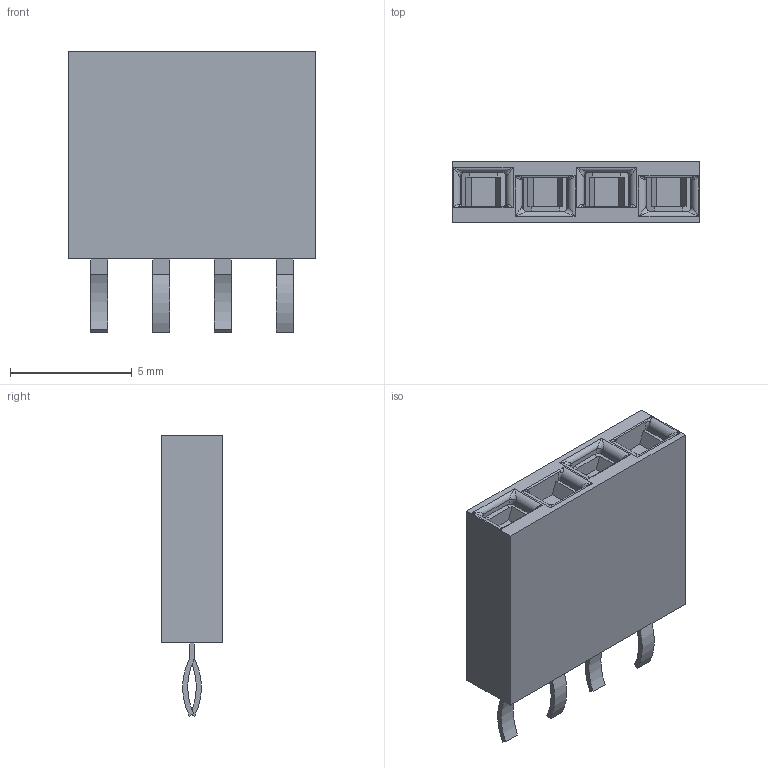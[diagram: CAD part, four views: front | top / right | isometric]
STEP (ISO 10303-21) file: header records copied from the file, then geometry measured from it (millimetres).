
FILE_DESCRIPTION((''),'2;1');
FILE_NAME('C-215299-4','2016-01-30T',('workeradm'),('Tyco Electronics Ltd.'),'CREO PARAMETRIC BY PTC INC, 2015200','CREO PARAMETRIC BY PTC INC, 2015200','');
FILE_SCHEMA(('AUTOMOTIVE_DESIGN { 1 0 10303 214 1 1 1 1 }'));
Length unit declared in the file: millimetre
Products named in the file (1): C-215299-4
Bounding box: 10.16 x 2.52 x 11.5 mm (x, y, z)
Volume: 210.5 mm3; surface area: 323 mm2
Topology: 1 solids, 1 shells, 166 faces, 433 edges, 278 vertices
Faces by surface type: plane 110, cylinder 24, torus 16, bspline 16
Entity records: 10617 total; most frequent: CARTESIAN_POINT 6655, ORIENTED_EDGE 866, DIRECTION 733, EDGE_CURVE 433, VERTEX_POINT 278, VECTOR 273, LINE 273, AXIS2_PLACEMENT_3D 230
